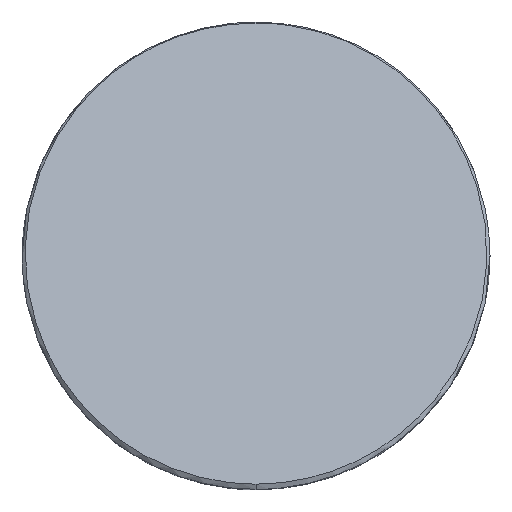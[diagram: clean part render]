
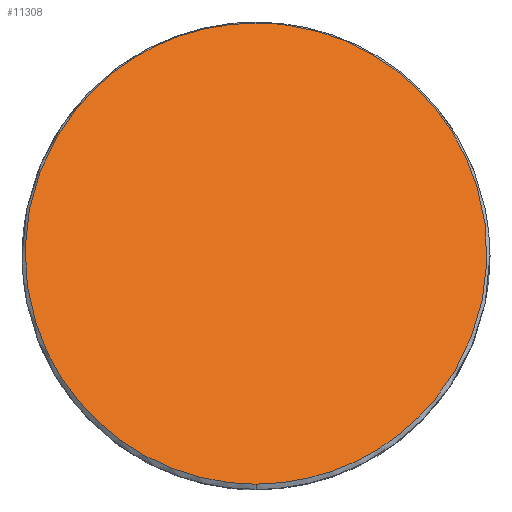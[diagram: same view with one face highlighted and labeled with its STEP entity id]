
A CAD part, top view. The second image highlights one B-rep face of the part: STEP entity #11308.
In plain terms, the highlighted planar face has unit normal (0, 0.707, 0.707).
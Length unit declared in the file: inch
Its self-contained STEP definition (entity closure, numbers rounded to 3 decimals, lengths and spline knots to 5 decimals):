
#30 = CARTESIAN_POINT ( 'NONE',  ( 0.12369, 0.21641, -0.04937 ) ) ;
#370 = DIRECTION ( 'NONE',  ( 0., -0.707, 0.707 ) ) ;
#858 = CARTESIAN_POINT ( 'NONE',  ( -0.03219, 0.24707, -0.08003 ) ) ;
#900 = CARTESIAN_POINT ( 'NONE',  ( -0.23885, 0.06624, 0.10079 ) ) ;
#946 = CARTESIAN_POINT ( 'NONE',  ( -0.03235, -0.24283, 0.40985 ) ) ;
#1011 = CARTESIAN_POINT ( 'NONE',  ( 0., -0.24443, 0.41145 ) ) ;
#1052 = CARTESIAN_POINT ( 'NONE',  ( 0.22179, -0.107, 0.27402 ) ) ;
#1083 = VERTEX_POINT ( 'NONE', #13194 ) ;
#1093 = CARTESIAN_POINT ( 'NONE',  ( 0.07955, 0.23642, -0.06938 ) ) ;
#1406 = PLANE ( 'NONE',  #4153 ) ;
#1435 = ORIENTED_EDGE ( 'NONE', *, *, #7948, .T. ) ;
#1896 = CARTESIAN_POINT ( 'NONE',  ( -0.00407, 0.24904, -0.082 ) ) ;
#1937 = CARTESIAN_POINT ( 'NONE',  ( -0.06392, 0.24116, -0.07412 ) ) ;
#1985 = CARTESIAN_POINT ( 'NONE',  ( -0.24674, 0.01841, 0.14861 ) ) ;
#2029 = CARTESIAN_POINT ( 'NONE',  ( 0., -0.24443, 0.41145 ) ) ;
#2135 = CARTESIAN_POINT ( 'NONE',  ( 0.23885, -0.06163, 0.22865 ) ) ;
#2185 = CARTESIAN_POINT ( 'NONE',  ( 0.04024, 0.24587, -0.07883 ) ) ;
#3033 = CARTESIAN_POINT ( 'NONE',  ( -0.10929, 0.2241, -0.05706 ) ) ;
#3075 = CARTESIAN_POINT ( 'NONE',  ( -0.24028, -0.06235, 0.22938 ) ) ;
#3177 = CARTESIAN_POINT ( 'NONE',  ( 0.06392, -0.23655, 0.40357 ) ) ;
#3219 = CARTESIAN_POINT ( 'NONE',  ( 0.24674, -0.0138, 0.18083 ) ) ;
#3264 = CARTESIAN_POINT ( 'NONE',  ( 0.01618, 0.24865, -0.0816 ) ) ;
#4117 = CARTESIAN_POINT ( 'NONE',  ( -0.15047, 0.19852, -0.03148 ) ) ;
#4153 = AXIS2_PLACEMENT_3D ( 'NONE', #13326, #6837, #370 ) ;
#4164 = CARTESIAN_POINT ( 'NONE',  ( -0.19724, -0.14939, 0.31641 ) ) ;
#4190 = B_SPLINE_CURVE_WITH_KNOTS ( 'NONE', 3,
 ( #1011, #12694, #9679, #3177, #10759, #4271, #11841, #5351, #12916, #6442, #14019, #7543, #1052, #8638, #2135, #9719, #3219, #10815, #4314, #11883, #5402, #12969, #6481, #30, #7596, #1093, #8685, #2185, #9765, #3264, #10857, #4367 ),
 .UNSPECIFIED., .F., .F.,
 ( 4, 2, 2, 2, 2, 2, 2, 2, 2, 2, 2, 2, 2, 2, 2, 4 ),
 ( 0.5, 0.53125, 0.5625, 0.59375, 0.625, 0.65625, 0.6875, 0.71875, 0.75, 0.8125, 0.875, 0.90625, 0.9375, 0.96875, 0.98438, 1. ),
 .UNSPECIFIED. ) ;
#4271 = CARTESIAN_POINT ( 'NONE',  ( 0.10929, -0.21949, 0.38651 ) ) ;
#4314 = CARTESIAN_POINT ( 'NONE',  ( 0.24028, 0.06696, 0.10007 ) ) ;
#4367 = CARTESIAN_POINT ( 'NONE',  ( 0., 0.24904, -0.082 ) ) ;
#5208 = CARTESIAN_POINT ( 'NONE',  ( -0.18586, 0.16539, 0.00165 ) ) ;
#5253 = CARTESIAN_POINT ( 'NONE',  ( -0.15047, -0.1939, 0.36092 ) ) ;
#5351 = CARTESIAN_POINT ( 'NONE',  ( 0.15047, -0.19391, 0.36092 ) ) ;
#5402 = CARTESIAN_POINT ( 'NONE',  ( 0.19724, 0.154, 0.01304 ) ) ;
#6249 = CARTESIAN_POINT ( 'NONE',  ( -0.00809, 0.24894, -0.0819 ) ) ;
#6293 = CARTESIAN_POINT ( 'NONE',  ( -0.21411, 0.12599, 0.04104 ) ) ;
#6339 = CARTESIAN_POINT ( 'NONE',  ( -0.10929, -0.21949, 0.3865 ) ) ;
#6442 = CARTESIAN_POINT ( 'NONE',  ( 0.18586, -0.16078, 0.3278 ) ) ;
#6481 = CARTESIAN_POINT ( 'NONE',  ( 0.15047, 0.19852, -0.03148 ) ) ;
#6837 = DIRECTION ( 'NONE',  ( 0., 0.707, 0.707 ) ) ;
#7348 = CARTESIAN_POINT ( 'NONE',  ( -0.02018, 0.24825, -0.08121 ) ) ;
#7395 = CARTESIAN_POINT ( 'NONE',  ( -0.23412, 0.08185, 0.08519 ) ) ;
#7446 = CARTESIAN_POINT ( 'NONE',  ( -0.06392, -0.23655, 0.40356 ) ) ;
#7543 = CARTESIAN_POINT ( 'NONE',  ( 0.21411, -0.12138, 0.2884 ) ) ;
#7561 = VERTEX_POINT ( 'NONE', #12413 ) ;
#7596 = CARTESIAN_POINT ( 'NONE',  ( 0.10929, 0.2241, -0.05706 ) ) ;
#7948 = EDGE_CURVE ( 'NONE', #7561, #1083, #4190, .T. ) ;
#8434 = CARTESIAN_POINT ( 'NONE',  ( -0.04024, 0.24587, -0.07883 ) ) ;
#8477 = CARTESIAN_POINT ( 'NONE',  ( -0.24514, 0.03464, 0.13239 ) ) ;
#8525 = CARTESIAN_POINT ( 'NONE',  ( -0.01609, -0.24443, 0.41145 ) ) ;
#8638 = CARTESIAN_POINT ( 'NONE',  ( 0.23412, -0.07723, 0.24426 ) ) ;
#8685 = CARTESIAN_POINT ( 'NONE',  ( 0.06392, 0.24116, -0.07412 ) ) ;
#9486 = CARTESIAN_POINT ( 'NONE',  ( 0., 0.24904, -0.082 ) ) ;
#9533 = CARTESIAN_POINT ( 'NONE',  ( -0.07955, 0.23642, -0.06938 ) ) ;
#9571 = CARTESIAN_POINT ( 'NONE',  ( -0.24674, -0.02991, 0.19694 ) ) ;
#9679 = CARTESIAN_POINT ( 'NONE',  ( 0.03235, -0.24283, 0.40984 ) ) ;
#9719 = CARTESIAN_POINT ( 'NONE',  ( 0.24514, -0.03003, 0.19706 ) ) ;
#9765 = CARTESIAN_POINT ( 'NONE',  ( 0.03219, 0.24707, -0.08002 ) ) ;
#10615 = CARTESIAN_POINT ( 'NONE',  ( -0.12369, 0.21641, -0.04937 ) ) ;
#10665 = CARTESIAN_POINT ( 'NONE',  ( -0.21563, -0.12188, 0.2889 ) ) ;
#10759 = CARTESIAN_POINT ( 'NONE',  ( 0.07955, -0.23181, 0.39882 ) ) ;
#10815 = CARTESIAN_POINT ( 'NONE',  ( 0.24674, 0.03452, 0.13251 ) ) ;
#10857 = CARTESIAN_POINT ( 'NONE',  ( 0.00802, 0.24905, -0.082 ) ) ;
#11100 = FACE_OUTER_BOUND ( 'NONE', #12717, .T. ) ;
#11308 = ADVANCED_FACE ( 'NONE', ( #11100 ), #1406, .T. ) ;
#11693 = CARTESIAN_POINT ( 'NONE',  ( -0.16308, 0.18816, -0.02112 ) ) ;
#11733 = CARTESIAN_POINT ( 'NONE',  ( -0.16308, -0.18355, 0.35057 ) ) ;
#11841 = CARTESIAN_POINT ( 'NONE',  ( 0.12369, -0.21179, 0.37881 ) ) ;
#11883 = CARTESIAN_POINT ( 'NONE',  ( 0.21563, 0.12649, 0.04054 ) ) ;
#11905 = EDGE_CURVE ( 'NONE', #1083, #7561, #12211, .T. ) ;
#12211 = B_SPLINE_CURVE_WITH_KNOTS ( 'NONE', 3,
 ( #9486, #1896, #6249, #13815, #7348, #858, #8434, #1937, #9533, #3033, #10615, #4117, #11693, #5208, #12768, #6293, #13868, #7395, #900, #8477, #1985, #9571, #3075, #10665, #4164, #11733, #5253, #12816, #6339, #13909, #7446, #946, #8525, #2029 ),
 .UNSPECIFIED., .F., .F.,
 ( 4, 2, 2, 2, 2, 2, 2, 2, 2, 2, 2, 2, 2, 2, 2, 2, 4 ),
 ( 0., 0.00781, 0.01562, 0.03125, 0.0625, 0.09375, 0.125, 0.15625, 0.1875, 0.21875, 0.25, 0.3125, 0.375, 0.40625, 0.4375, 0.46875, 0.5 ),
 .UNSPECIFIED. ) ;
#12413 = CARTESIAN_POINT ( 'NONE',  ( 0., -0.24443, 0.41145 ) ) ;
#12694 = CARTESIAN_POINT ( 'NONE',  ( 0.01609, -0.24443, 0.41145 ) ) ;
#12717 = EDGE_LOOP ( 'NONE', ( #13270, #1435 ) ) ;
#12768 = CARTESIAN_POINT ( 'NONE',  ( -0.19621, 0.15278, 0.01426 ) ) ;
#12816 = CARTESIAN_POINT ( 'NONE',  ( -0.12369, -0.2118, 0.37881 ) ) ;
#12916 = CARTESIAN_POINT ( 'NONE',  ( 0.16308, -0.18355, 0.35057 ) ) ;
#12969 = CARTESIAN_POINT ( 'NONE',  ( 0.16308, 0.18816, -0.02113 ) ) ;
#13194 = CARTESIAN_POINT ( 'NONE',  ( 0., 0.24904, -0.082 ) ) ;
#13270 = ORIENTED_EDGE ( 'NONE', *, *, #11905, .T. ) ;
#13326 = CARTESIAN_POINT ( 'NONE',  ( -0.98425, 0.25, -0.08296 ) ) ;
#13815 = CARTESIAN_POINT ( 'NONE',  ( -0.01613, 0.24855, -0.08151 ) ) ;
#13868 = CARTESIAN_POINT ( 'NONE',  ( -0.22179, 0.11161, 0.05542 ) ) ;
#13909 = CARTESIAN_POINT ( 'NONE',  ( -0.07955, -0.23181, 0.39883 ) ) ;
#14019 = CARTESIAN_POINT ( 'NONE',  ( 0.19621, -0.14817, 0.31519 ) ) ;
